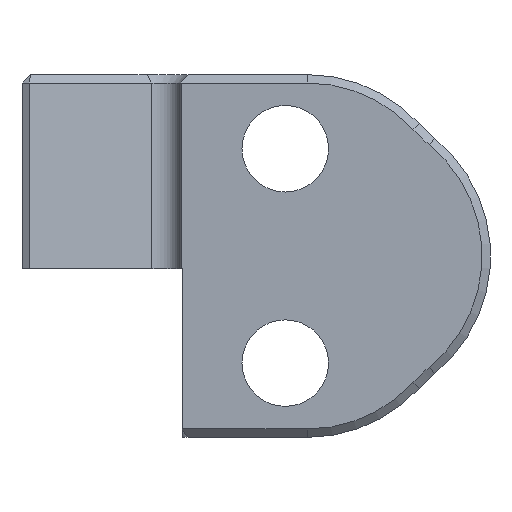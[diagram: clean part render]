
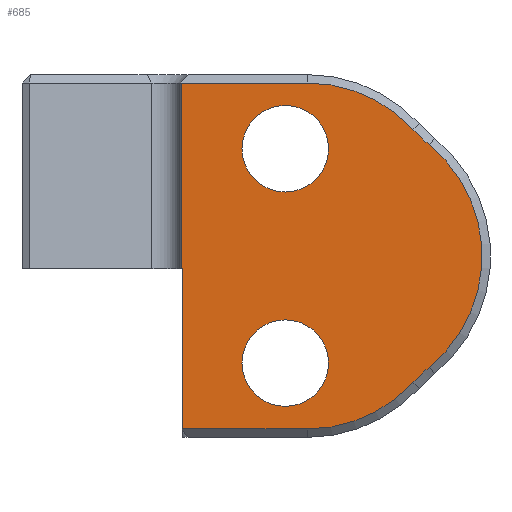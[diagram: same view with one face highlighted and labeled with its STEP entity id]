
A CAD part, left-side view. The second image highlights one B-rep face of the part: STEP entity #685.
In plain terms, the highlighted planar face has unit normal (-1, 0, 0).
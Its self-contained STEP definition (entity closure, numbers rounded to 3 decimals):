
#33=FACE_BOUND('',#109,.T.);
#34=FACE_BOUND('',#110,.T.);
#42=PLANE('',#749);
#65=FACE_OUTER_BOUND('',#108,.T.);
#108=EDGE_LOOP('',(#502,#503,#504,#505,#506,#507,#508,#509,#510,#511));
#109=EDGE_LOOP('',(#512));
#110=EDGE_LOOP('',(#513));
#157=LINE('',#1056,#220);
#159=LINE('',#1062,#222);
#167=LINE('',#1086,#230);
#168=LINE('',#1090,#231);
#169=LINE('',#1101,#232);
#220=VECTOR('',#837,10.);
#222=VECTOR('',#843,10.);
#230=VECTOR('',#855,10.);
#231=VECTOR('',#860,10.);
#232=VECTOR('',#871,10.);
#276=CIRCLE('',#738,2.563);
#278=CIRCLE('',#741,2.563);
#282=CIRCLE('',#750,8.5);
#283=CIRCLE('',#751,9.5);
#284=CIRCLE('',#752,8.5);
#285=CIRCLE('',#753,9.5);
#286=CIRCLE('',#754,8.5);
#308=VERTEX_POINT('',#1030);
#310=VERTEX_POINT('',#1036);
#318=VERTEX_POINT('',#1053);
#319=VERTEX_POINT('',#1055);
#321=VERTEX_POINT('',#1061);
#329=VERTEX_POINT('',#1085);
#330=VERTEX_POINT('',#1089);
#331=VERTEX_POINT('',#1091);
#332=VERTEX_POINT('',#1093);
#333=VERTEX_POINT('',#1095);
#334=VERTEX_POINT('',#1097);
#335=VERTEX_POINT('',#1099);
#369=EDGE_CURVE('',#308,#308,#276,.T.);
#372=EDGE_CURVE('',#310,#310,#278,.T.);
#380=EDGE_CURVE('',#319,#318,#157,.T.);
#383=EDGE_CURVE('',#318,#321,#159,.T.);
#393=EDGE_CURVE('',#319,#329,#167,.T.);
#395=EDGE_CURVE('',#330,#321,#168,.T.);
#396=EDGE_CURVE('',#331,#330,#282,.T.);
#397=EDGE_CURVE('',#332,#331,#283,.T.);
#398=EDGE_CURVE('',#333,#332,#284,.T.);
#399=EDGE_CURVE('',#334,#333,#285,.T.);
#400=EDGE_CURVE('',#335,#334,#286,.T.);
#401=EDGE_CURVE('',#329,#335,#169,.T.);
#502=ORIENTED_EDGE('',*,*,#380,.T.);
#503=ORIENTED_EDGE('',*,*,#383,.T.);
#504=ORIENTED_EDGE('',*,*,#395,.F.);
#505=ORIENTED_EDGE('',*,*,#396,.F.);
#506=ORIENTED_EDGE('',*,*,#397,.F.);
#507=ORIENTED_EDGE('',*,*,#398,.F.);
#508=ORIENTED_EDGE('',*,*,#399,.F.);
#509=ORIENTED_EDGE('',*,*,#400,.F.);
#510=ORIENTED_EDGE('',*,*,#401,.F.);
#511=ORIENTED_EDGE('',*,*,#393,.F.);
#512=ORIENTED_EDGE('',*,*,#369,.T.);
#513=ORIENTED_EDGE('',*,*,#372,.T.);
#685=ADVANCED_FACE('',(#65,#33,#34),#42,.T.);
#738=AXIS2_PLACEMENT_3D('',#1032,#818,#819);
#741=AXIS2_PLACEMENT_3D('',#1038,#825,#826);
#749=AXIS2_PLACEMENT_3D('',#1088,#858,#859);
#750=AXIS2_PLACEMENT_3D('',#1092,#861,#862);
#751=AXIS2_PLACEMENT_3D('',#1094,#863,#864);
#752=AXIS2_PLACEMENT_3D('',#1096,#865,#866);
#753=AXIS2_PLACEMENT_3D('',#1098,#867,#868);
#754=AXIS2_PLACEMENT_3D('',#1100,#869,#870);
#818=DIRECTION('center_axis',(1.,0.,0.));
#819=DIRECTION('ref_axis',(0.,1.,0.));
#825=DIRECTION('center_axis',(1.,0.,0.));
#826=DIRECTION('ref_axis',(0.,1.,0.));
#837=DIRECTION('',(0.,-1.,0.));
#843=DIRECTION('',(0.,0.,-1.));
#855=DIRECTION('',(0.,0.,1.));
#858=DIRECTION('center_axis',(-1.,0.,0.));
#859=DIRECTION('ref_axis',(0.,-1.,0.));
#860=DIRECTION('',(0.,1.,0.));
#861=DIRECTION('center_axis',(1.,0.,0.));
#862=DIRECTION('ref_axis',(0.,-0.932,-0.361));
#863=DIRECTION('center_axis',(-1.,0.,0.));
#864=DIRECTION('ref_axis',(0.,0.736,0.677));
#865=DIRECTION('center_axis',(1.,0.,0.));
#866=DIRECTION('ref_axis',(0.,-0.633,0.774));
#867=DIRECTION('center_axis',(-1.,0.,0.));
#868=DIRECTION('ref_axis',(0.,0.736,-0.677));
#869=DIRECTION('center_axis',(1.,0.,0.));
#870=DIRECTION('ref_axis',(0.,-0.932,0.361));
#871=DIRECTION('',(0.,-1.,0.));
#1030=CARTESIAN_POINT('',(-5.,-8.738,4.404));
#1032=CARTESIAN_POINT('Origin',(-5.,-6.175,4.404));
#1036=CARTESIAN_POINT('',(-5.,-8.738,17.104));
#1038=CARTESIAN_POINT('Origin',(-5.,-6.175,17.104));
#1053=CARTESIAN_POINT('',(-5.,-0.077,10.));
#1055=CARTESIAN_POINT('',(-5.,0.,10.));
#1056=CARTESIAN_POINT('',(-5.,4.712,10.));
#1061=CARTESIAN_POINT('',(-5.,-0.077,0.5));
#1062=CARTESIAN_POINT('',(-5.,-0.077,2.5));
#1085=CARTESIAN_POINT('',(-5.,0.,20.997));
#1086=CARTESIAN_POINT('',(-5.,0.,0.));
#1088=CARTESIAN_POINT('Origin',(-5.,0.,
0.));
#1089=CARTESIAN_POINT('',(-5.,-7.483,0.5));
#1090=CARTESIAN_POINT('',(-5.,-7.52,0.5));
#1091=CARTESIAN_POINT('',(-5.,-13.74,3.247));
#1092=CARTESIAN_POINT('Origin',(-5.,-7.483,9.));
#1093=CARTESIAN_POINT('',(-5.,-14.718,4.17));
#1094=CARTESIAN_POINT('Origin',(-5.,-20.733,-3.183));
#1095=CARTESIAN_POINT('',(-5.,-14.718,17.327));
#1096=CARTESIAN_POINT('Origin',(-5.,-9.335,10.749));
#1097=CARTESIAN_POINT('',(-5.,-13.74,18.25));
#1098=CARTESIAN_POINT('Origin',(-5.,-20.733,24.68));
#1099=CARTESIAN_POINT('',(-5.,-7.483,20.997));
#1100=CARTESIAN_POINT('Origin',(-5.,-7.483,12.497));
#1101=CARTESIAN_POINT('',(-5.,-7.52,20.997));
